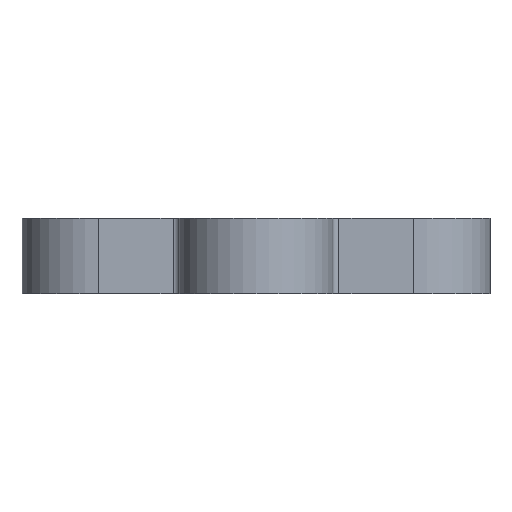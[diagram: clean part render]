
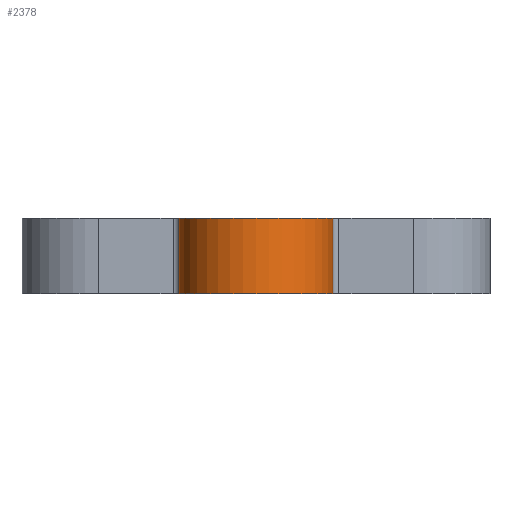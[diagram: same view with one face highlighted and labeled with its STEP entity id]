
A CAD part, front view. The second image highlights one B-rep face of the part: STEP entity #2378.
In plain terms, the highlighted cylindrical face has radius 6.2 mm (diameter 12.4 mm), a partial arc.
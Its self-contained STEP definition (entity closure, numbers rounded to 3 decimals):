
#67 = DIRECTION ( 'NONE',  ( 0., 0., 1. ) ) ;
#137 = DIRECTION ( 'NONE',  ( 1., 0., 0. ) ) ;
#172 = DIRECTION ( 'NONE',  ( 0., 0., 1. ) ) ;
#202 = CARTESIAN_POINT ( 'NONE',  ( 0., -38.1, 3.05 ) ) ;
#1996 = ORIENTED_EDGE ( 'NONE', *, *, #6594, .F. ) ;
#2013 = AXIS2_PLACEMENT_3D ( 'NONE', #9206, #4516, #9858 ) ;
#2093 = ORIENTED_EDGE ( 'NONE', *, *, #6657, .F. ) ;
#2134 = ORIENTED_EDGE ( 'NONE', *, *, #6787, .T. ) ;
#2287 = ORIENTED_EDGE ( 'NONE', *, *, #5892, .F. ) ;
#2343 = AXIS2_PLACEMENT_3D ( 'NONE', #202, #172, #137 ) ;
#2378 = ADVANCED_FACE ( 'NONE', ( #9265 ), #3983, .T. ) ;
#2725 = VERTEX_POINT ( 'NONE', #3872 ) ;
#3066 = AXIS2_PLACEMENT_3D ( 'NONE', #7962, #7942, #8141 ) ;
#3872 = CARTESIAN_POINT ( 'NONE',  ( 6.2, -38.1, -3.05 ) ) ;
#3983 = CYLINDRICAL_SURFACE ( 'NONE', #3066, 6.2 ) ;
#4516 = DIRECTION ( 'NONE',  ( 0., 0., -1. ) ) ;
#5552 = EDGE_LOOP ( 'NONE', ( #1996, #2093, #2134, #2287 ) ) ;
#5892 = EDGE_CURVE ( 'NONE', #9679, #6922, #7839, .T. ) ;
#6131 = CARTESIAN_POINT ( 'NONE',  ( -6.2, -38.1, -3.05 ) ) ;
#6208 = VERTEX_POINT ( 'NONE', #6131 ) ;
#6481 = CARTESIAN_POINT ( 'NONE',  ( -6.2, -38.1, 3.05 ) ) ;
#6594 = EDGE_CURVE ( 'NONE', #6208, #9679, #8336, .T. ) ;
#6657 = EDGE_CURVE ( 'NONE', #2725, #6208, #8167, .T. ) ;
#6787 = EDGE_CURVE ( 'NONE', #2725, #6922, #7806, .T. ) ;
#6922 = VERTEX_POINT ( 'NONE', #9714 ) ;
#7765 = VECTOR ( 'NONE', #67, 1000. ) ;
#7806 = LINE ( 'NONE', #9409, #7765 ) ;
#7839 = CIRCLE ( 'NONE', #2343, 6.2 ) ;
#7942 = DIRECTION ( 'NONE',  ( 0., 0., 1. ) ) ;
#7962 = CARTESIAN_POINT ( 'NONE',  ( 0., -38.1, -66.13 ) ) ;
#8141 = DIRECTION ( 'NONE',  ( 1., 0., 0. ) ) ;
#8167 = CIRCLE ( 'NONE', #2013, 6.2 ) ;
#8294 = VECTOR ( 'NONE', #9098, 1000. ) ;
#8336 = LINE ( 'NONE', #8364, #8294 ) ;
#8364 = CARTESIAN_POINT ( 'NONE',  ( -6.2, -38.1, -66.13 ) ) ;
#9098 = DIRECTION ( 'NONE',  ( 0., 0., 1. ) ) ;
#9206 = CARTESIAN_POINT ( 'NONE',  ( 0., -38.1, -3.05 ) ) ;
#9265 = FACE_OUTER_BOUND ( 'NONE', #5552, .T. ) ;
#9409 = CARTESIAN_POINT ( 'NONE',  ( 6.2, -38.1, -66.13 ) ) ;
#9679 = VERTEX_POINT ( 'NONE', #6481 ) ;
#9714 = CARTESIAN_POINT ( 'NONE',  ( 6.2, -38.1, 3.05 ) ) ;
#9858 = DIRECTION ( 'NONE',  ( 1., 0., 0. ) ) ;
